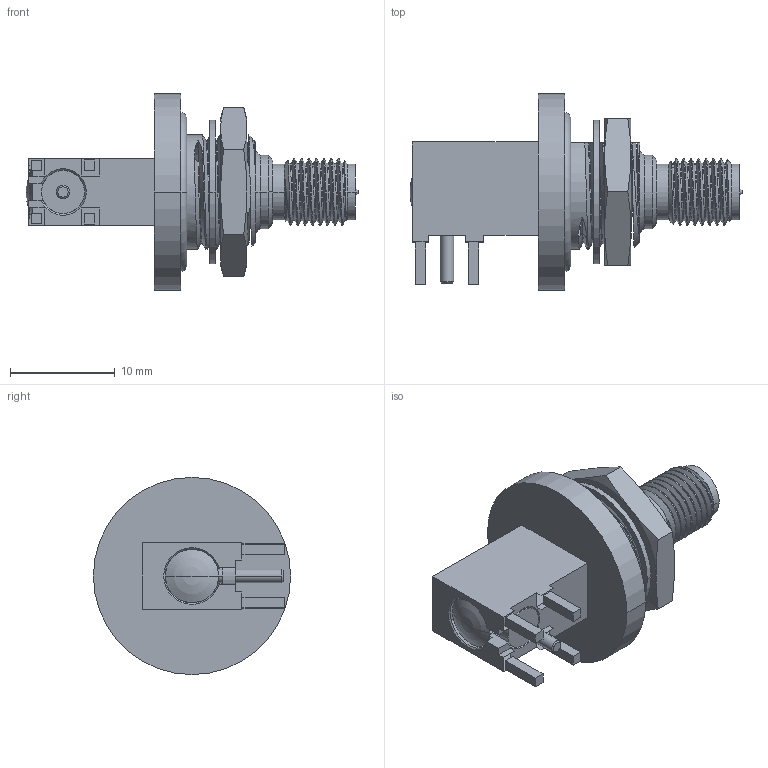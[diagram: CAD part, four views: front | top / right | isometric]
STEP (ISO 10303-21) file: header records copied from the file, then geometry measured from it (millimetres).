
FILE_DESCRIPTION((''),'2;1');
FILE_NAME('901-10386_SW0001','2012-10-10T',('clementlazer'),(''),'PRO/ENGINEER BY PARAMETRIC TECHNOLOGY CORPORATION, 2010280','PRO/ENGINEER BY PARAMETRIC TECHNOLOGY CORPORATION, 2010280','');
FILE_SCHEMA(('CONFIG_CONTROL_DESIGN'));
Length unit declared in the file: millimetre
Products named in the file (1): 901-10386_SW0001
Bounding box: 31.66 x 18.8 x 18.8 mm (x, y, z)
Surface area: 2188.1 mm2 (no closed solid volume)
Topology: 0 solids, 16 shells, 152 faces, 481 edges, 331 vertices
Faces by surface type: plane 50, cylinder 39, cone 31, bspline 26, torus 4, sphere 2
Entity records: 13621 total; most frequent: CARTESIAN_POINT 9726, ORIENTED_EDGE 794, DIRECTION 683, EDGE_CURVE 479, VERTEX_POINT 331, AXIS2_PLACEMENT_3D 235, VECTOR 213, LINE 213
